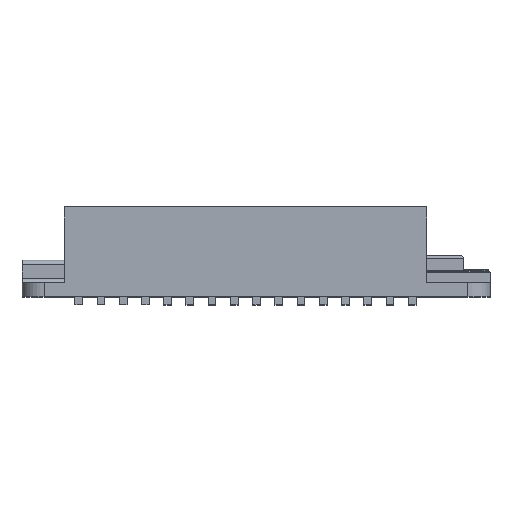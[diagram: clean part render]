
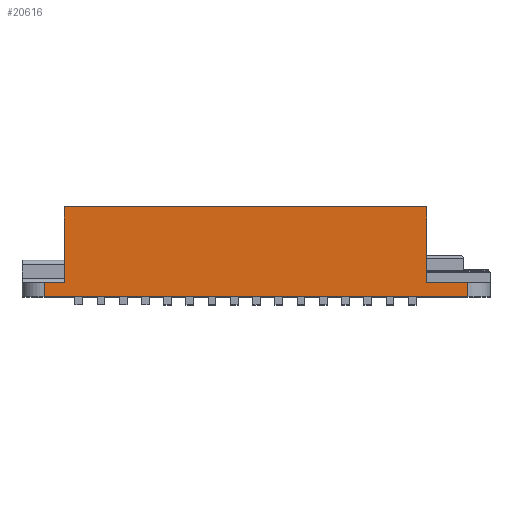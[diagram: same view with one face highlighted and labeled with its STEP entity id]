
A CAD part, top view. The second image highlights one B-rep face of the part: STEP entity #20616.
In plain terms, the highlighted planar face has unit normal (0, 0, 1).
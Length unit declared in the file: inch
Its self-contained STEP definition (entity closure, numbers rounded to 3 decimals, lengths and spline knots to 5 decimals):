
#57 = CARTESIAN_POINT ( 'NONE',  ( -0.9525, 0.065, 0.45 ) ) ;
#275 = DIRECTION ( 'NONE',  ( 1., 0., 0. ) ) ;
#535 = VERTEX_POINT ( 'NONE', #7655 ) ;
#607 = VECTOR ( 'NONE', #4111, 39.37008 ) ;
#803 = LINE ( 'NONE', #17981, #11778 ) ;
#887 = EDGE_LOOP ( 'NONE', ( #13905, #12320, #2579, #11322, #8049, #18077, #7913, #3415 ) ) ;
#1028 = LINE ( 'NONE', #16214, #13802 ) ;
#1063 = LINE ( 'NONE', #20275, #2089 ) ;
#1154 = DIRECTION ( 'NONE',  ( 1., 0., 0. ) ) ;
#1887 = DIRECTION ( 'NONE',  ( 0., -1., 0. ) ) ;
#2089 = VECTOR ( 'NONE', #1887, 39.37008 ) ;
#2145 = VERTEX_POINT ( 'NONE', #3190 ) ;
#2276 = EDGE_CURVE ( 'NONE', #16219, #535, #1063, .T. ) ;
#2490 = VECTOR ( 'NONE', #8351, 39.37008 ) ;
#2579 = ORIENTED_EDGE ( 'NONE', *, *, #15960, .F. ) ;
#2962 = VECTOR ( 'NONE', #10477, 39.37008 ) ;
#3190 = CARTESIAN_POINT ( 'NONE',  ( -0.9525, 0., 0.45 ) ) ;
#3316 = DIRECTION ( 'NONE',  ( -1., 0., 0. ) ) ;
#3415 = ORIENTED_EDGE ( 'NONE', *, *, #9384, .T. ) ;
#4111 = DIRECTION ( 'NONE',  ( 1., 0., 0. ) ) ;
#4189 = VERTEX_POINT ( 'NONE', #16074 ) ;
#4726 = VERTEX_POINT ( 'NONE', #15593 ) ;
#5648 = CARTESIAN_POINT ( 'NONE',  ( 0.7675, 0.065, 0.45 ) ) ;
#6924 = CARTESIAN_POINT ( 'NONE',  ( 0.7675, 0.405, 0.45 ) ) ;
#7148 = LINE ( 'NONE', #17223, #2962 ) ;
#7655 = CARTESIAN_POINT ( 'NONE',  ( 0.9525, 0., 0.45 ) ) ;
#7913 = ORIENTED_EDGE ( 'NONE', *, *, #18756, .F. ) ;
#7924 = EDGE_CURVE ( 'NONE', #10520, #12836, #7148, .T. ) ;
#7988 = FACE_OUTER_BOUND ( 'NONE', #887, .T. ) ;
#8049 = ORIENTED_EDGE ( 'NONE', *, *, #13238, .F. ) ;
#8280 = CARTESIAN_POINT ( 'NONE',  ( -0.8625, 0.405, 0.45 ) ) ;
#8351 = DIRECTION ( 'NONE',  ( 0., -1., 0. ) ) ;
#8355 = DIRECTION ( 'NONE',  ( 0., 0., -1. ) ) ;
#9384 = EDGE_CURVE ( 'NONE', #4189, #2145, #16684, .T. ) ;
#9812 = CARTESIAN_POINT ( 'NONE',  ( -0.8625, 0.405, 0.45 ) ) ;
#10219 = VECTOR ( 'NONE', #19973, 39.37008 ) ;
#10477 = DIRECTION ( 'NONE',  ( 0., -1., 0. ) ) ;
#10520 = VERTEX_POINT ( 'NONE', #6924 ) ;
#10776 = LINE ( 'NONE', #13915, #607 ) ;
#11322 = ORIENTED_EDGE ( 'NONE', *, *, #7924, .F. ) ;
#11778 = VECTOR ( 'NONE', #21156, 39.37008 ) ;
#12072 = VERTEX_POINT ( 'NONE', #9812 ) ;
#12167 = AXIS2_PLACEMENT_3D ( 'NONE', #13329, #8355, #3316 ) ;
#12320 = ORIENTED_EDGE ( 'NONE', *, *, #2276, .F. ) ;
#12641 = EDGE_CURVE ( 'NONE', #12072, #4726, #16829, .T. ) ;
#12836 = VERTEX_POINT ( 'NONE', #5648 ) ;
#13238 = EDGE_CURVE ( 'NONE', #12072, #10520, #10776, .T. ) ;
#13329 = CARTESIAN_POINT ( 'NONE',  ( 0.9525, 0.065, 0.45 ) ) ;
#13554 = CARTESIAN_POINT ( 'NONE',  ( 0.9525, 0.065, 0.45 ) ) ;
#13802 = VECTOR ( 'NONE', #1154, 39.37008 ) ;
#13905 = ORIENTED_EDGE ( 'NONE', *, *, #19279, .T. ) ;
#13915 = CARTESIAN_POINT ( 'NONE',  ( 0.7675, 0.405, 0.45 ) ) ;
#15575 = VECTOR ( 'NONE', #275, 39.37008 ) ;
#15593 = CARTESIAN_POINT ( 'NONE',  ( -0.8625, 0.065, 0.45 ) ) ;
#15840 = LINE ( 'NONE', #13554, #15575 ) ;
#15960 = EDGE_CURVE ( 'NONE', #12836, #16219, #15840, .T. ) ;
#16074 = CARTESIAN_POINT ( 'NONE',  ( -0.9525, 0.065, 0.45 ) ) ;
#16214 = CARTESIAN_POINT ( 'NONE',  ( 0.9525, 0., 0.45 ) ) ;
#16219 = VERTEX_POINT ( 'NONE', #20466 ) ;
#16684 = LINE ( 'NONE', #57, #10219 ) ;
#16829 = LINE ( 'NONE', #8280, #2490 ) ;
#17223 = CARTESIAN_POINT ( 'NONE',  ( 0.7675, 0.405, 0.45 ) ) ;
#17981 = CARTESIAN_POINT ( 'NONE',  ( 0.9525, 0.065, 0.45 ) ) ;
#18077 = ORIENTED_EDGE ( 'NONE', *, *, #12641, .T. ) ;
#18756 = EDGE_CURVE ( 'NONE', #4189, #4726, #803, .T. ) ;
#19279 = EDGE_CURVE ( 'NONE', #2145, #535, #1028, .T. ) ;
#19973 = DIRECTION ( 'NONE',  ( 0., -1., 0. ) ) ;
#20275 = CARTESIAN_POINT ( 'NONE',  ( 0.9525, 0.065, 0.45 ) ) ;
#20466 = CARTESIAN_POINT ( 'NONE',  ( 0.9525, 0.065, 0.45 ) ) ;
#20616 = ADVANCED_FACE ( 'NONE', ( #7988 ), #21587, .F. ) ;
#21156 = DIRECTION ( 'NONE',  ( 1., 0., 0. ) ) ;
#21587 = PLANE ( 'NONE',  #12167 ) ;
